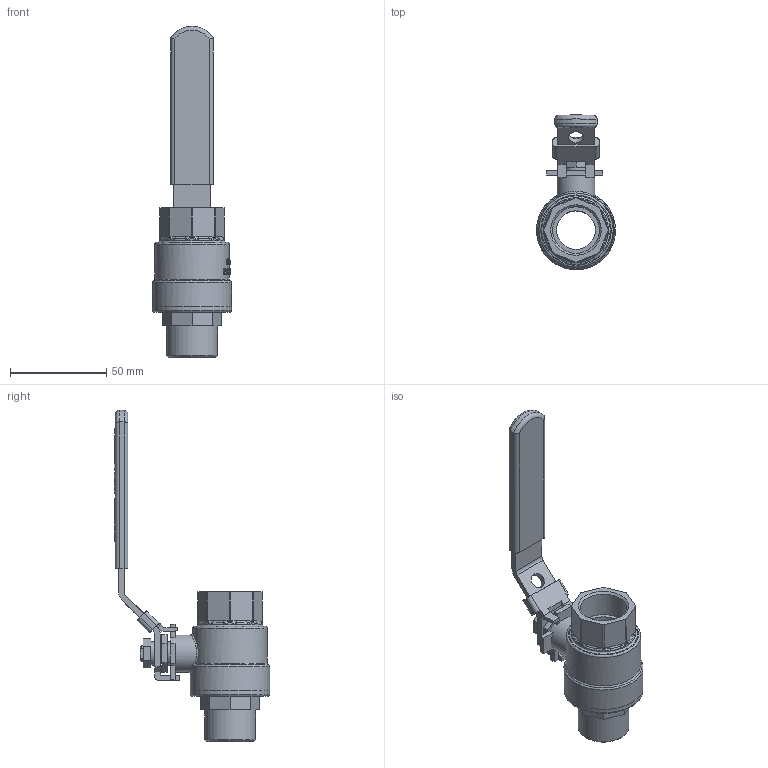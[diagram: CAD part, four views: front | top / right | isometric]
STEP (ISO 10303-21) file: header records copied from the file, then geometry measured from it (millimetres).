
FILE_DESCRIPTION(/* description */ ('789005'),/* implementation_level */ '2;1');
FILE_NAME(/* name */ '789005.stp',/* time_stamp */ '2019-05-13T13:58:44+02:00',/* author */ ('jmorand'),/* organization */ ('Sferaco'),/* preprocessor_version */ 'ST-DEVELOPER v17.2',/* originating_system */ 'Autodesk Inventor 2019',/* authorisation */ '');
FILE_SCHEMA (('AUTOMOTIVE_DESIGN { 1 0 10303 214 3 1 1 }'));
Length unit declared in the file: millimetre
Products named in the file (1): 789005_bd
Bounding box: 41 x 80.4 x 171.7 mm (x, y, z)
Volume: 68260.9 mm3; surface area: 36760.6 mm2
Topology: 9 solids, 9 shells, 829 faces, 2203 edges, 1450 vertices
Faces by surface type: bspline 384, plane 323, cylinder 99, torus 15, cone 6, sphere 2
Full cylindrical faces by diameter (mm): 6.647 x1, 7.8 x1, 9.2 x2, 11.835 x1, 12 x1, 19.5 x1, 20 x2, 24.117 x1, 26.441 x1, 33.5 x1, 38.5 x1, 41 x2
Entity records: 33711 total; most frequent: CARTESIAN_POINT 14590, ORIENTED_EDGE 4406, DIRECTION 2597, EDGE_CURVE 2203, VERTEX_POINT 1450, LINE 1129, VECTOR 1129, EDGE_LOOP 901
